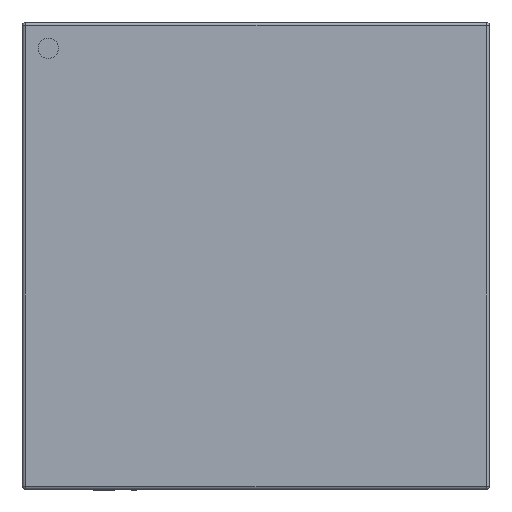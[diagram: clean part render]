
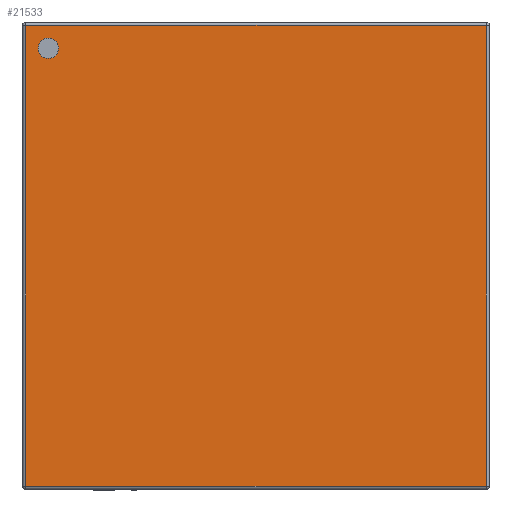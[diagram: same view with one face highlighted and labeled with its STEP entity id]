
A CAD part, top view. The second image highlights one B-rep face of the part: STEP entity #21533.
In plain terms, the highlighted planar face has unit normal (0, 0, 1).
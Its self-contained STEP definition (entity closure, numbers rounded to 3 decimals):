
#4938 = CYLINDRICAL_SURFACE('',#4939,0.05);
#4939 = AXIS2_PLACEMENT_3D('',#4940,#4941,#4942);
#4940 = CARTESIAN_POINT('',(-3.99,-3.94,0.83));
#4941 = DIRECTION('',(1.,0.,0.));
#4942 = DIRECTION('',(0.,-1.,0.));
#18319 = VERTEX_POINT('',#18320);
#18320 = CARTESIAN_POINT('',(-3.94,-3.94,0.88));
#18342 = EDGE_CURVE('',#18319,#18343,#18345,.T.);
#18343 = VERTEX_POINT('',#18344);
#18344 = CARTESIAN_POINT('',(3.94,-3.94,0.88));
#18345 = SURFACE_CURVE('',#18346,(#18350,#18357),.PCURVE_S1.);
#18346 = LINE('',#18347,#18348);
#18347 = CARTESIAN_POINT('',(-3.99,-3.94,0.88));
#18348 = VECTOR('',#18349,1.);
#18349 = DIRECTION('',(1.,0.,0.));
#18350 = PCURVE('',#4938,#18351);
#18351 = DEFINITIONAL_REPRESENTATION('',(#18352),#18356);
#18352 = LINE('',#18353,#18354);
#18353 = CARTESIAN_POINT('',(-1.571,0.));
#18354 = VECTOR('',#18355,1.);
#18355 = DIRECTION('',(-0.,1.));
#18356 = ( GEOMETRIC_REPRESENTATION_CONTEXT(2) 
PARAMETRIC_REPRESENTATION_CONTEXT() REPRESENTATION_CONTEXT('2D SPACE',''
  ) );
#18357 = PCURVE('',#18358,#18363);
#18358 = PLANE('',#18359);
#18359 = AXIS2_PLACEMENT_3D('',#18360,#18361,#18362);
#18360 = CARTESIAN_POINT('',(-3.99,-3.99,0.88));
#18361 = DIRECTION('',(0.,0.,1.));
#18362 = DIRECTION('',(1.,0.,0.));
#18363 = DEFINITIONAL_REPRESENTATION('',(#18364),#18368);
#18364 = LINE('',#18365,#18366);
#18365 = CARTESIAN_POINT('',(0.,0.05));
#18366 = VECTOR('',#18367,1.);
#18367 = DIRECTION('',(1.,0.));
#18368 = ( GEOMETRIC_REPRESENTATION_CONTEXT(2) 
PARAMETRIC_REPRESENTATION_CONTEXT() REPRESENTATION_CONTEXT('2D SPACE',''
  ) );
#18726 = CYLINDRICAL_SURFACE('',#18727,0.05);
#18727 = AXIS2_PLACEMENT_3D('',#18728,#18729,#18730);
#18728 = CARTESIAN_POINT('',(-3.94,3.94,0.83));
#18729 = DIRECTION('',(-0.,-1.,-0.));
#18730 = DIRECTION('',(-1.,0.,0.));
#19847 = CYLINDRICAL_SURFACE('',#19848,0.05);
#19848 = AXIS2_PLACEMENT_3D('',#19849,#19850,#19851);
#19849 = CARTESIAN_POINT('',(-3.99,3.94,0.83));
#19850 = DIRECTION('',(1.,0.,0.));
#19851 = DIRECTION('',(0.,1.,0.));
#20133 = CYLINDRICAL_SURFACE('',#20134,0.05);
#20134 = AXIS2_PLACEMENT_3D('',#20135,#20136,#20137);
#20135 = CARTESIAN_POINT('',(3.94,3.94,0.83));
#20136 = DIRECTION('',(-0.,-1.,-0.));
#20137 = DIRECTION('',(0.,0.,1.));
#21533 = ADVANCED_FACE('',(#21534,#21604),#18358,.T.);
#21534 = FACE_BOUND('',#21535,.T.);
#21535 = EDGE_LOOP('',(#21536,#21537,#21560,#21583));
#21536 = ORIENTED_EDGE('',*,*,#18342,.T.);
#21537 = ORIENTED_EDGE('',*,*,#21538,.F.);
#21538 = EDGE_CURVE('',#21539,#18343,#21541,.T.);
#21539 = VERTEX_POINT('',#21540);
#21540 = CARTESIAN_POINT('',(3.94,3.94,0.88));
#21541 = SURFACE_CURVE('',#21542,(#21546,#21553),.PCURVE_S1.);
#21542 = LINE('',#21543,#21544);
#21543 = CARTESIAN_POINT('',(3.94,3.94,0.88));
#21544 = VECTOR('',#21545,1.);
#21545 = DIRECTION('',(-0.,-1.,-0.));
#21546 = PCURVE('',#18358,#21547);
#21547 = DEFINITIONAL_REPRESENTATION('',(#21548),#21552);
#21548 = LINE('',#21549,#21550);
#21549 = CARTESIAN_POINT('',(7.93,7.93));
#21550 = VECTOR('',#21551,1.);
#21551 = DIRECTION('',(-0.,-1.));
#21552 = ( GEOMETRIC_REPRESENTATION_CONTEXT(2) 
PARAMETRIC_REPRESENTATION_CONTEXT() REPRESENTATION_CONTEXT('2D SPACE',''
  ) );
#21553 = PCURVE('',#20133,#21554);
#21554 = DEFINITIONAL_REPRESENTATION('',(#21555),#21559);
#21555 = LINE('',#21556,#21557);
#21556 = CARTESIAN_POINT('',(-0.,0.));
#21557 = VECTOR('',#21558,1.);
#21558 = DIRECTION('',(-0.,1.));
#21559 = ( GEOMETRIC_REPRESENTATION_CONTEXT(2) 
PARAMETRIC_REPRESENTATION_CONTEXT() REPRESENTATION_CONTEXT('2D SPACE',''
  ) );
#21560 = ORIENTED_EDGE('',*,*,#21561,.F.);
#21561 = EDGE_CURVE('',#21562,#21539,#21564,.T.);
#21562 = VERTEX_POINT('',#21563);
#21563 = CARTESIAN_POINT('',(-3.94,3.94,0.88));
#21564 = SURFACE_CURVE('',#21565,(#21569,#21576),.PCURVE_S1.);
#21565 = LINE('',#21566,#21567);
#21566 = CARTESIAN_POINT('',(-3.99,3.94,0.88));
#21567 = VECTOR('',#21568,1.);
#21568 = DIRECTION('',(1.,0.,0.));
#21569 = PCURVE('',#18358,#21570);
#21570 = DEFINITIONAL_REPRESENTATION('',(#21571),#21575);
#21571 = LINE('',#21572,#21573);
#21572 = CARTESIAN_POINT('',(0.,7.93));
#21573 = VECTOR('',#21574,1.);
#21574 = DIRECTION('',(1.,0.));
#21575 = ( GEOMETRIC_REPRESENTATION_CONTEXT(2) 
PARAMETRIC_REPRESENTATION_CONTEXT() REPRESENTATION_CONTEXT('2D SPACE',''
  ) );
#21576 = PCURVE('',#19847,#21577);
#21577 = DEFINITIONAL_REPRESENTATION('',(#21578),#21582);
#21578 = LINE('',#21579,#21580);
#21579 = CARTESIAN_POINT('',(1.571,0.));
#21580 = VECTOR('',#21581,1.);
#21581 = DIRECTION('',(0.,1.));
#21582 = ( GEOMETRIC_REPRESENTATION_CONTEXT(2) 
PARAMETRIC_REPRESENTATION_CONTEXT() REPRESENTATION_CONTEXT('2D SPACE',''
  ) );
#21583 = ORIENTED_EDGE('',*,*,#21584,.T.);
#21584 = EDGE_CURVE('',#21562,#18319,#21585,.T.);
#21585 = SURFACE_CURVE('',#21586,(#21590,#21597),.PCURVE_S1.);
#21586 = LINE('',#21587,#21588);
#21587 = CARTESIAN_POINT('',(-3.94,3.94,0.88));
#21588 = VECTOR('',#21589,1.);
#21589 = DIRECTION('',(-0.,-1.,-0.));
#21590 = PCURVE('',#18358,#21591);
#21591 = DEFINITIONAL_REPRESENTATION('',(#21592),#21596);
#21592 = LINE('',#21593,#21594);
#21593 = CARTESIAN_POINT('',(0.05,7.93));
#21594 = VECTOR('',#21595,1.);
#21595 = DIRECTION('',(-0.,-1.));
#21596 = ( GEOMETRIC_REPRESENTATION_CONTEXT(2) 
PARAMETRIC_REPRESENTATION_CONTEXT() REPRESENTATION_CONTEXT('2D SPACE',''
  ) );
#21597 = PCURVE('',#18726,#21598);
#21598 = DEFINITIONAL_REPRESENTATION('',(#21599),#21603);
#21599 = LINE('',#21600,#21601);
#21600 = CARTESIAN_POINT('',(-1.571,0.));
#21601 = VECTOR('',#21602,1.);
#21602 = DIRECTION('',(-0.,1.));
#21603 = ( GEOMETRIC_REPRESENTATION_CONTEXT(2) 
PARAMETRIC_REPRESENTATION_CONTEXT() REPRESENTATION_CONTEXT('2D SPACE',''
  ) );
#21604 = FACE_BOUND('',#21605,.T.);
#21605 = EDGE_LOOP('',(#21606));
#21606 = ORIENTED_EDGE('',*,*,#21607,.F.);
#21607 = EDGE_CURVE('',#21608,#21608,#21610,.T.);
#21608 = VERTEX_POINT('',#21609);
#21609 = CARTESIAN_POINT('',(-3.375,-3.55,0.88));
#21610 = SURFACE_CURVE('',#21611,(#21616,#21623),.PCURVE_S1.);
#21611 = CIRCLE('',#21612,0.175);
#21612 = AXIS2_PLACEMENT_3D('',#21613,#21614,#21615);
#21613 = CARTESIAN_POINT('',(-3.55,-3.55,0.88));
#21614 = DIRECTION('',(0.,0.,1.));
#21615 = DIRECTION('',(1.,0.,0.));
#21616 = PCURVE('',#18358,#21617);
#21617 = DEFINITIONAL_REPRESENTATION('',(#21618),#21622);
#21618 = CIRCLE('',#21619,0.175);
#21619 = AXIS2_PLACEMENT_2D('',#21620,#21621);
#21620 = CARTESIAN_POINT('',(0.44,0.44));
#21621 = DIRECTION('',(1.,0.));
#21622 = ( GEOMETRIC_REPRESENTATION_CONTEXT(2) 
PARAMETRIC_REPRESENTATION_CONTEXT() REPRESENTATION_CONTEXT('2D SPACE',''
  ) );
#21623 = PCURVE('',#21624,#21629);
#21624 = CYLINDRICAL_SURFACE('',#21625,0.175);
#21625 = AXIS2_PLACEMENT_3D('',#21626,#21627,#21628);
#21626 = CARTESIAN_POINT('',(-3.55,-3.55,0.88));
#21627 = DIRECTION('',(-0.,-0.,-1.));
#21628 = DIRECTION('',(1.,0.,0.));
#21629 = DEFINITIONAL_REPRESENTATION('',(#21630),#21634);
#21630 = LINE('',#21631,#21632);
#21631 = CARTESIAN_POINT('',(-0.,0.));
#21632 = VECTOR('',#21633,1.);
#21633 = DIRECTION('',(-1.,0.));
#21634 = ( GEOMETRIC_REPRESENTATION_CONTEXT(2) 
PARAMETRIC_REPRESENTATION_CONTEXT() REPRESENTATION_CONTEXT('2D SPACE',''
  ) );
